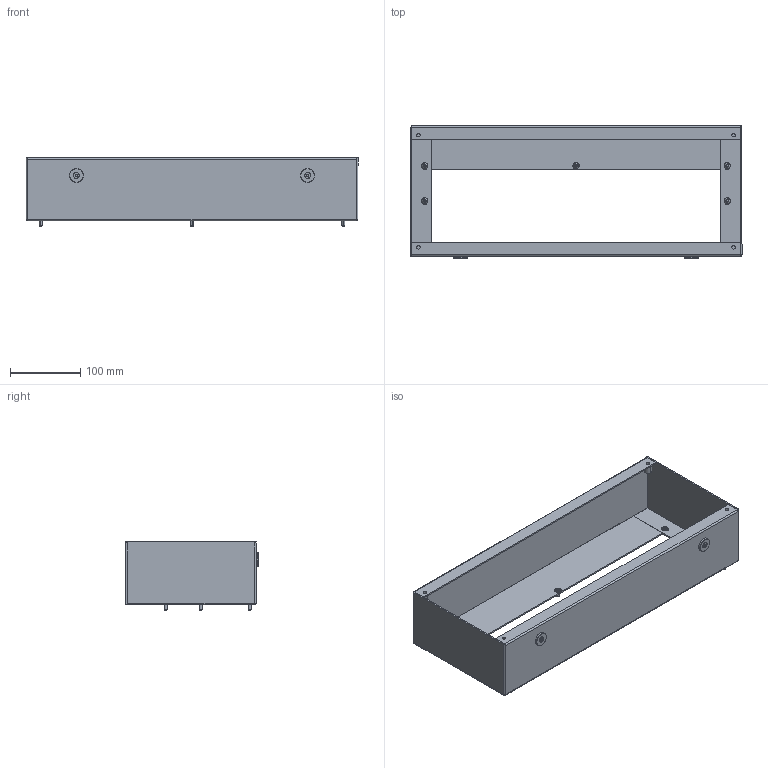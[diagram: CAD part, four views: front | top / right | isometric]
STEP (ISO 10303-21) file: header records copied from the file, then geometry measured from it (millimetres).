
FILE_DESCRIPTION (( 'STEP AP214' ), '1' );
FILE_NAME ('INGUN_112259.STEP', '2024-03-12T11:59:04', ( '' ), ( '' ), 'SwSTEP 2.0', 'SolidWorks 2021', '' );
FILE_SCHEMA (( 'AUTOMOTIVE_DESIGN' ));
Length unit declared in the file: millimetre
Products named in the file (7): DIN7991~n_M04,0x010 VA; 112313~0_S; 112326~3_S; INGUN_112259; DIN125~n_04,3 M04,0; DIN934~n_M04,0; ISO7380~n_M04,0x010
Assembly tree (25 placements, depth 2):
  INGUN_112259
    112326~3_S
    DIN125~n_04,3 M04,0  x10
    ISO7380~n_M04,0x010  x8
    112313~0_S  x2
    DIN7991~n_M04,0x010 VA  x2
    DIN934~n_M04,0  x2
Bounding box: 474 x 189.1 x 97.2 mm (x, y, z)
Volume: 358531.9 mm3; surface area: 365999 mm2
Topology: 25 solids, 25 shells, 565 faces, 1373 edges, 880 vertices
Faces by surface type: cylinder 326, plane 167, cone 56, torus 16
Entity records: 8015 total; most frequent: DIRECTION 1397, CARTESIAN_POINT 1397, ORIENTED_EDGE 1230, EDGE_CURVE 615, AXIS2_PLACEMENT_3D 532, VERTEX_POINT 388, LINE 333, VECTOR 333
